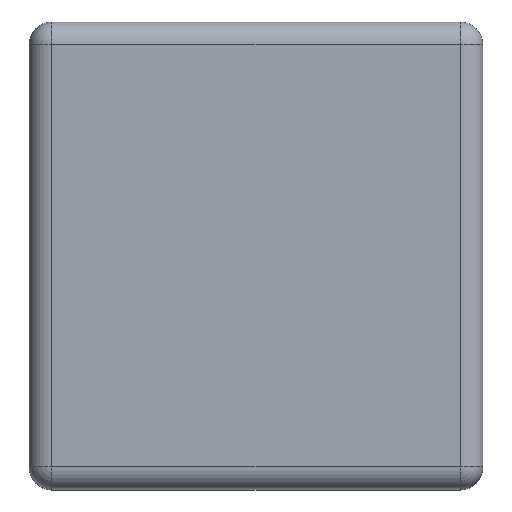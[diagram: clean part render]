
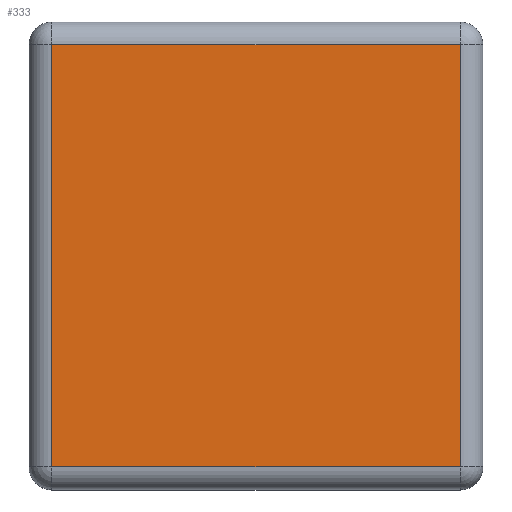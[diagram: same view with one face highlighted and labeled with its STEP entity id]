
A CAD part, top view. The second image highlights one B-rep face of the part: STEP entity #333.
In plain terms, the highlighted planar face has unit normal (0, 0, 1).
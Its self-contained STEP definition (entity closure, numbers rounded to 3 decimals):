
#95 = VERTEX_POINT('',#96);
#96 = CARTESIAN_POINT('',(-2.952,3.052,3.1));
#105 = VERTEX_POINT('',#106);
#106 = CARTESIAN_POINT('',(-2.952,-3.052,3.1));
#113 = EDGE_CURVE('',#95,#105,#114,.T.);
#114 = LINE('',#115,#116);
#115 = CARTESIAN_POINT('',(-2.952,3.052,3.1));
#116 = VECTOR('',#117,1.);
#117 = DIRECTION('',(-0.,-1.,-0.));
#333 = ADVANCED_FACE('',(#334),#359,.T.);
#334 = FACE_BOUND('',#335,.T.);
#335 = EDGE_LOOP('',(#336,#344,#352,#358));
#336 = ORIENTED_EDGE('',*,*,#337,.T.);
#337 = EDGE_CURVE('',#105,#338,#340,.T.);
#338 = VERTEX_POINT('',#339);
#339 = CARTESIAN_POINT('',(2.952,-3.052,3.1));
#340 = LINE('',#341,#342);
#341 = CARTESIAN_POINT('',(-2.952,-3.052,3.1));
#342 = VECTOR('',#343,1.);
#343 = DIRECTION('',(1.,0.,0.));
#344 = ORIENTED_EDGE('',*,*,#345,.T.);
#345 = EDGE_CURVE('',#338,#346,#348,.T.);
#346 = VERTEX_POINT('',#347);
#347 = CARTESIAN_POINT('',(2.952,3.052,3.1));
#348 = LINE('',#349,#350);
#349 = CARTESIAN_POINT('',(2.952,-3.052,3.1));
#350 = VECTOR('',#351,1.);
#351 = DIRECTION('',(0.,1.,0.));
#352 = ORIENTED_EDGE('',*,*,#353,.T.);
#353 = EDGE_CURVE('',#346,#95,#354,.T.);
#354 = LINE('',#355,#356);
#355 = CARTESIAN_POINT('',(2.952,3.052,3.1));
#356 = VECTOR('',#357,1.);
#357 = DIRECTION('',(-1.,-0.,-0.));
#358 = ORIENTED_EDGE('',*,*,#113,.T.);
#359 = PLANE('',#360);
#360 = AXIS2_PLACEMENT_3D('',#361,#362,#363);
#361 = CARTESIAN_POINT('',(-3.28,-3.38,3.1));
#362 = DIRECTION('',(0.,0.,1.));
#363 = DIRECTION('',(1.,0.,0.));
